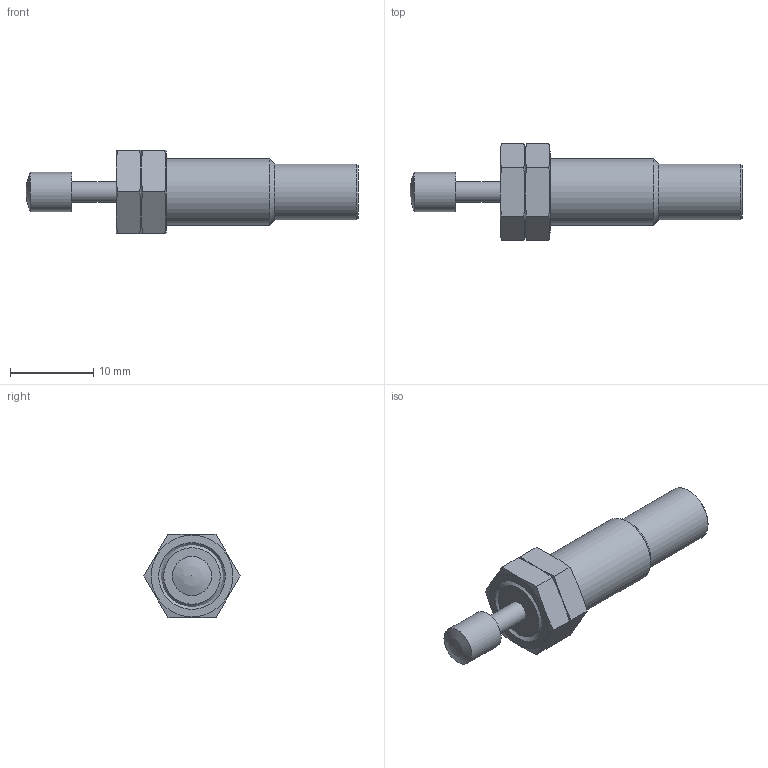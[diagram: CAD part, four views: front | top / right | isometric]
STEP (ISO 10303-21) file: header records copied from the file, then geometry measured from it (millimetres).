
FILE_DESCRIPTION(/* description */ ('STEP AP214'),/* implementation_level */ '2;1');
FILE_NAME(/* name */ '158981_YSR-5-5-C',/* time_stamp */ '2024-09-10T14:07:08+02:00',/* author */ ('License CC BY-ND 4.0'),/* organization */ ('CADENAS'),/* preprocessor_version */ 'ST-DEVELOPER v19.3',/* originating_system */ 'PARTsolutions',/* authorisation */ ' ');
FILE_SCHEMA (('AUTOMOTIVE_DESIGN {1 0 10303 214 3 1 1}'));
Length unit declared in the file: millimetre
Products named in the file (3): 158981 YSR-5-5-C---(0_OUT); 158981 YSR-5-5-C---(0_OUT)-P; 367241 Flachmutter M8X1-3-10
Assembly tree (3 placements, depth 2):
  158981 YSR-5-5-C---(0_OUT)
    158981 YSR-5-5-C---(0_OUT)-P
    367241 Flachmutter M8X1-3-10  x2
Bounding box: 39.8 x 11.55 x 10 mm (x, y, z)
Volume: 1693.4 mm3; surface area: 1407.5 mm2
Topology: 3 solids, 3 shells, 38 faces, 83 edges, 53 vertices
Faces by surface type: plane 20, cone 11, cylinder 6, sphere 1
Full cylindrical faces by diameter (mm): 2.5 x1, 4.7 x1, 6.7 x1, 6.917 x2, 8 x1
Entity records: 665 total; most frequent: CARTESIAN_POINT 133, DIRECTION 98, ORIENTED_EDGE 70, AXIS2_PLACEMENT_3D 46, EDGE_LOOP 42, FACE_BOUND 42, EDGE_CURVE 35, VERTEX_POINT 29
